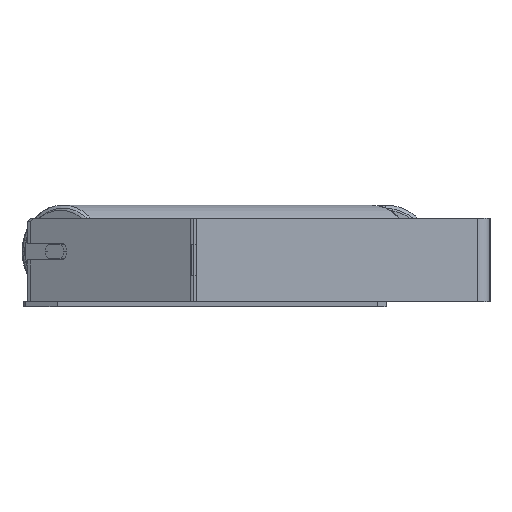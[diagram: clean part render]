
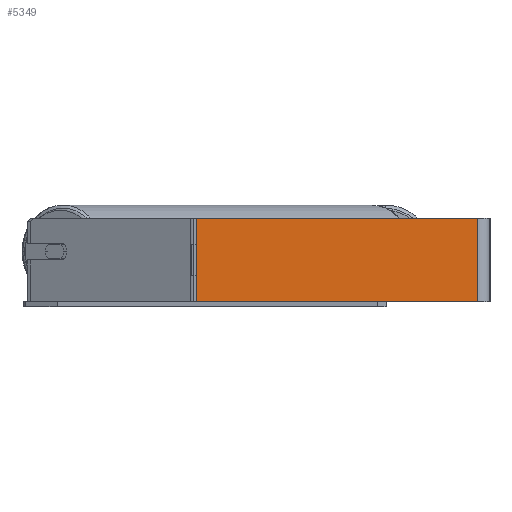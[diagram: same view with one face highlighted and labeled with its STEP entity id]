
A CAD part, left-side view. The second image highlights one B-rep face of the part: STEP entity #5349.
In plain terms, the highlighted planar face has unit normal (-1, 0, 0).
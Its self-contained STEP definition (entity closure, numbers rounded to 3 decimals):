
#247 = DIRECTION ( 'NONE',  ( 0., 0., -1. ) ) ;
#422 = LINE ( 'NONE', #1691, #5984 ) ;
#1221 = ORIENTED_EDGE ( 'NONE', *, *, #4195, .T. ) ;
#1241 = VERTEX_POINT ( 'NONE', #7659 ) ;
#1691 = CARTESIAN_POINT ( 'NONE',  ( -945., 284.272, 40. ) ) ;
#2457 = DIRECTION ( 'NONE',  ( 0., 0., -1. ) ) ;
#2928 = VECTOR ( 'NONE', #2457, 1000. ) ;
#2980 = EDGE_CURVE ( 'NONE', #1241, #3910, #3886, .T. ) ;
#3182 = LINE ( 'NONE', #8077, #2928 ) ;
#3310 = DIRECTION ( 'NONE',  ( 0., -1., 0. ) ) ;
#3886 = LINE ( 'NONE', #4421, #5478 ) ;
#3910 = VERTEX_POINT ( 'NONE', #8320 ) ;
#4073 = PLANE ( 'NONE',  #4743 ) ;
#4108 = EDGE_LOOP ( 'NONE', ( #9165, #5392, #4651, #1221 ) ) ;
#4195 = EDGE_CURVE ( 'NONE', #9059, #6971, #3182, .T. ) ;
#4322 = LINE ( 'NONE', #6508, #7476 ) ;
#4421 = CARTESIAN_POINT ( 'NONE',  ( -945., 12., 40. ) ) ;
#4651 = ORIENTED_EDGE ( 'NONE', *, *, #8211, .F. ) ;
#4736 = FACE_OUTER_BOUND ( 'NONE', #4108, .T. ) ;
#4743 = AXIS2_PLACEMENT_3D ( 'NONE', #4874, #5553, #7632 ) ;
#4874 = CARTESIAN_POINT ( 'NONE',  ( -945., 284.272, 40. ) ) ;
#5078 = DIRECTION ( 'NONE',  ( 0., -1., 0. ) ) ;
#5113 = EDGE_CURVE ( 'NONE', #6971, #3910, #4322, .T. ) ;
#5349 = ADVANCED_FACE ( 'NONE', ( #4736 ), #4073, .F. ) ;
#5392 = ORIENTED_EDGE ( 'NONE', *, *, #2980, .F. ) ;
#5478 = VECTOR ( 'NONE', #247, 1000. ) ;
#5553 = DIRECTION ( 'NONE',  ( 1., 0., 0. ) ) ;
#5984 = VECTOR ( 'NONE', #3310, 1000. ) ;
#6326 = CARTESIAN_POINT ( 'NONE',  ( -945., 281.057, 40. ) ) ;
#6508 = CARTESIAN_POINT ( 'NONE',  ( -945., 284.272, -40. ) ) ;
#6971 = VERTEX_POINT ( 'NONE', #8013 ) ;
#7476 = VECTOR ( 'NONE', #5078, 1000. ) ;
#7632 = DIRECTION ( 'NONE',  ( 0., 0., -1. ) ) ;
#7659 = CARTESIAN_POINT ( 'NONE',  ( -945., 12., 40. ) ) ;
#8013 = CARTESIAN_POINT ( 'NONE',  ( -945., 281.057, -40. ) ) ;
#8077 = CARTESIAN_POINT ( 'NONE',  ( -945., 281.057, 40. ) ) ;
#8211 = EDGE_CURVE ( 'NONE', #9059, #1241, #422, .T. ) ;
#8320 = CARTESIAN_POINT ( 'NONE',  ( -945., 12., -40. ) ) ;
#9059 = VERTEX_POINT ( 'NONE', #6326 ) ;
#9165 = ORIENTED_EDGE ( 'NONE', *, *, #5113, .T. ) ;
